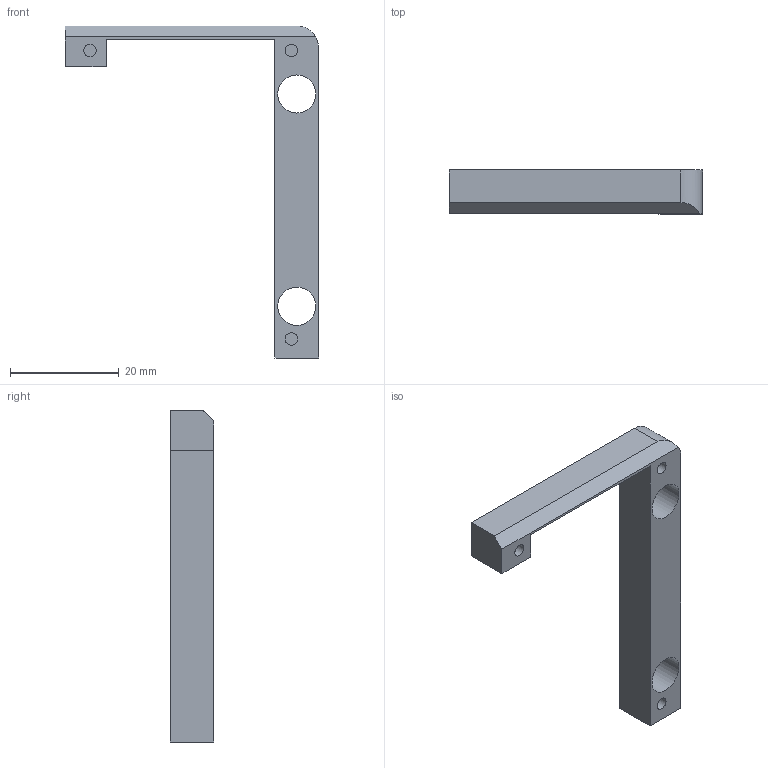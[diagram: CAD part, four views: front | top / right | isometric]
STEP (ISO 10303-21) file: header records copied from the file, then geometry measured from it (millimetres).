
FILE_DESCRIPTION(/* description */ (''),/* implementation_level */ '2;1');
FILE_NAME(/* name */ 'adapter_dcdc v4.step',/* time_stamp */ '2021-12-17T14:32:14+01:00',/* author */ (''),/* organization */ (''),/* preprocessor_version */ 'ST-DEVELOPER v18.1',/* originating_system */ 'Autodesk Translation Framework v10.10.0.1391',/* authorisation */ '');
FILE_SCHEMA (('AUTOMOTIVE_DESIGN { 1 0 10303 214 3 1 1 }'));
Length unit declared in the file: millimetre
Products named in the file (1): adapter_dcdc
Bounding box: 46.5 x 8 x 61 mm (x, y, z)
Volume: 4145.8 mm3; surface area: 3332.5 mm2
Topology: 1 solids, 1 shells, 26 faces, 54 edges, 36 vertices
Faces by surface type: plane 17, cylinder 9
Full cylindrical faces by diameter (mm): 2.3 x6, 7 x2
Entity records: 738 total; most frequent: DIRECTION 127, CARTESIAN_POINT 117, ORIENTED_EDGE 108, EDGE_CURVE 54, AXIS2_PLACEMENT_3D 46, EDGE_LOOP 36, VERTEX_POINT 36, LINE 35
